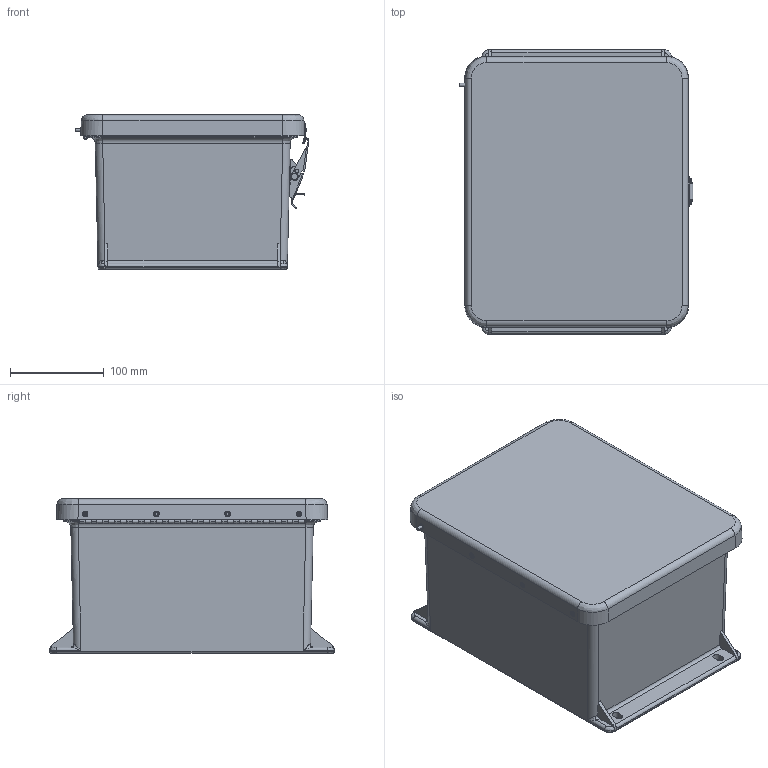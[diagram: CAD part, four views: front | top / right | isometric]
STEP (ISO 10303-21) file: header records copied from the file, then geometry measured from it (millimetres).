
FILE_DESCRIPTION(/* description */ (''),/* implementation_level */ '2;1');
FILE_NAME(/* name */ 'HW-J100806CHQR.stp',/* time_stamp */ '2016-08-18T15:02:16-05:00',/* author */ ('pmescher'),/* organization */ (''),/* preprocessor_version */ 'ST-DEVELOPER v16.5',/* originating_system */ 'Autodesk Inventor 2017',/* authorisation */ '');
FILE_SCHEMA (('AUTOMOTIVE_DESIGN { 1 0 10303 214 3 1 1 }'));
Length unit declared in the file: inch
Products named in the file (20): J100806HPL_STP; WPJ100806H&LBOX; WPJ100806HLU; WPJ100806H&LCVR; RMGAS_WPJ100806CVR; RMINS45821P; RMHING9-1/2; RMHINGBOX7.5; RMHINGCOV7.5; RMHINGPIN7.5; RMRIV43; RMKEEPSSL; RMKEEPJHPL; RMLATPLSSL; Part3; Part2; Part2_1; LATCH HINGE; Part5; RMRIV44
Assembly tree (40 placements, depth 3):
  J100806HPL_STP
    WPJ100806H&LBOX
    WPJ100806HLU
      WPJ100806H&LCVR
      RMGAS_WPJ100806CVR
    RMINS45821P  x12
    RMHING9-1/2
      RMHINGBOX7.5
      RMHINGCOV7.5
      RMHINGPIN7.5
      RMRIV43  x8
    RMKEEPSSL
      RMRIV44  x2
      RMKEEPJHPL
    RMLATPLSSL
      Part3
      Part2
      Part2_1
      LATCH HINGE
      Part5
      RMRIV44  x2
Bounding box: 250.08 x 303.94 x 165.07 mm (x, y, z)
Volume: 1254616.4 mm3; surface area: 664295.6 mm2
Topology: 36 solids, 36 shells, 1172 faces, 2958 edges, 1889 vertices
Faces by surface type: cylinder 454, plane 450, bspline 108, torus 88, cone 72
Full cylindrical faces by diameter (mm): 2.159 x39, 2.64 x12, 3.048 x1, 3.175 x12, 3.302 x2, 3.327 x8, 3.429 x9, 3.556 x14, 3.861 x12, 4.039 x12, 4.306 x2, 6.858 x12, 7.62 x2, 7.95 x2, 9.525 x5
Entity records: 37118 total; most frequent: CARTESIAN_POINT 10314, DIRECTION 5665, ORIENTED_EDGE 5226, EDGE_CURVE 2613, AXIS2_PLACEMENT_3D 2142, VERTEX_POINT 1716, LINE 1381, VECTOR 1381
